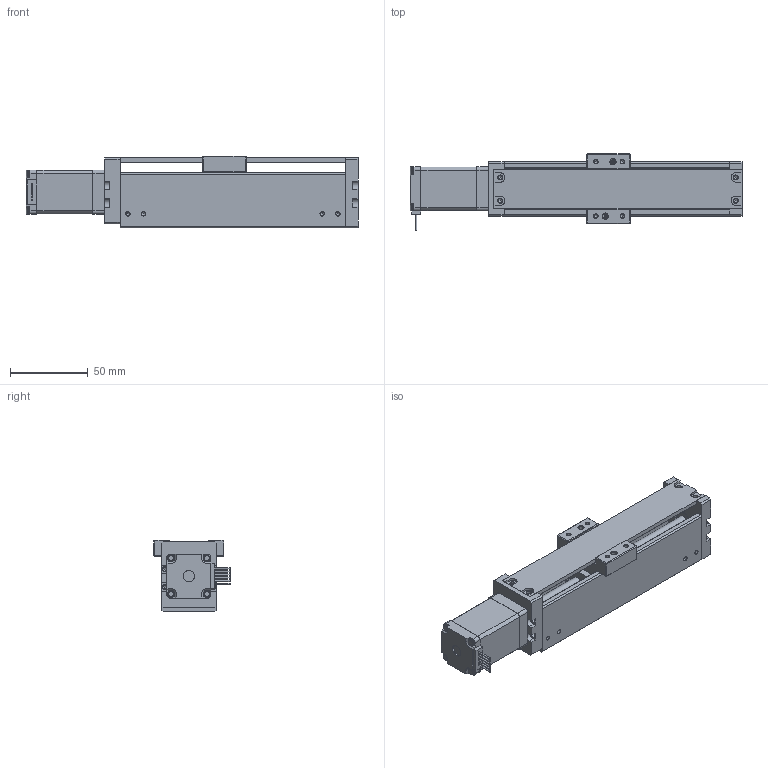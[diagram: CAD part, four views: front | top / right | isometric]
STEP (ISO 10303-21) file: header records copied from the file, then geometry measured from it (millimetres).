
FILE_DESCRIPTION( ( '' ), '1' );
FILE_NAME( 'ASS''Y-3D/VerC(Final)/TN2HP06-10A.stp', '2023-11-13T08:08:40', ( 'Dimamotor' ), ( 'Dimamotor' ), 'PSStep 17.0.49', ' ', ' ' );
FILE_SCHEMA( ( 'AUTOMOTIVE_DESIGN { 1 0 10303 214 1 1 1 1 }' ) );
Length unit declared in the file: millimetre
Products named in the file (15): LRM9N1X142S11AH-oa0; _LRM9RLX142-S11-H-D; MS225-09A-LSH0606(100L)-oa1; MS225-09A-LSH0601(MOTOR-100L); Assem1; MMIB-VerC; 檔塊-1-VerC; 檔塊-2-VerC; PB624ZZ-00; 上蓋-VerC; 載台結合板-VerC; 載台承座-VerC; _LRM9BK-N-H-A; NUT_MS225-09A-LSH0601_VerA; PDE030604L-00-鋁短圓柱
Assembly tree (15 placements, depth 3):
  Assem1
    MMIB-VerC
    檔塊-1-VerC
    檔塊-2-VerC
    PB624ZZ-00
    上蓋-VerC
    載台結合板-VerC
    載台承座-VerC
    _LRM9BK-N-H-A
    NUT_MS225-09A-LSH0601_VerA
    PDE030604L-00-鋁短圓柱  x2
    LRM9N1X142S11AH-oa0
      _LRM9RLX142-S11-H-D
    MS225-09A-LSH0606(100L)-oa1
      MS225-09A-LSH0601(MOTOR-100L)
Bounding box: 213.5 x 48.95 x 46.1 mm (x, y, z)
Volume: 175697.2 mm3; surface area: 82586.7 mm2
Topology: 13 solids, 13 shells, 757 faces, 1898 edges, 1215 vertices
Faces by surface type: plane 359, cylinder 240, cone 137, torus 15, sphere 6
Full cylindrical faces by diameter (mm): 1 x8, 1.5 x4, 2.05 x4, 2.459 x4, 2.5 x45, 2.7 x4, 3 x4, 3.2 x20, 3.4 x2, 3.5 x7, 3.7 x1, 4 x2, 4.2 x4, 5.6 x2, 6 x17, 6.05 x1, 7.5 x1, 8 x2, 8.05 x1, 10 x1, 11.4 x2, 12 x1, 12.05 x1, 13 x2, 22 x1, 22.05 x1
Entity records: 26235 total; most frequent: DIRECTION 3593, CARTESIAN_POINT 3320, ORIENTED_EDGE 2914, EDGE_CURVE 1457, AXIS2_PLACEMENT_3D 1365, EDGE_LOOP 1191, VERTEX_POINT 1092, FACE_OUTER_BOUND 906
